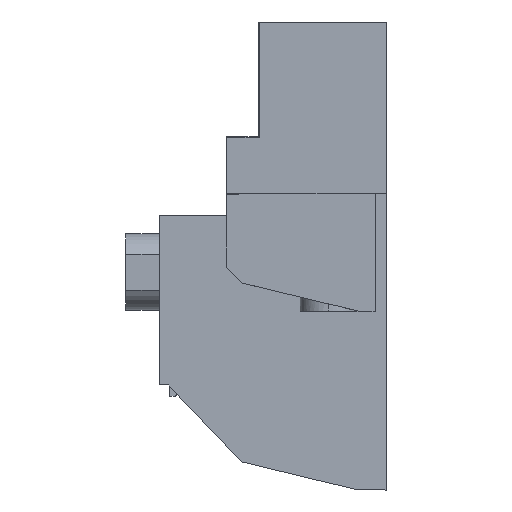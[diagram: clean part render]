
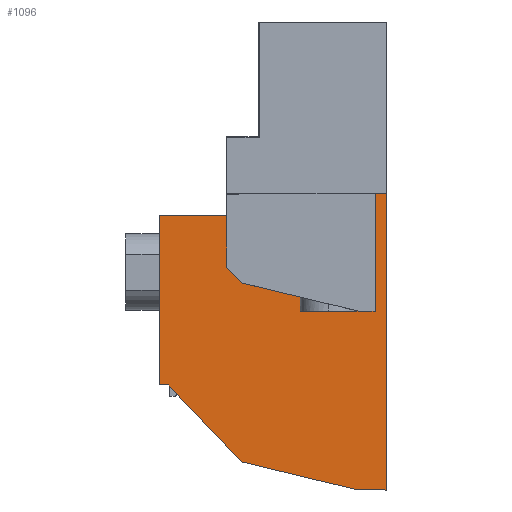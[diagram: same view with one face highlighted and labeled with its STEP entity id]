
A CAD part, left-side view. The second image highlights one B-rep face of the part: STEP entity #1096.
In plain terms, the highlighted planar face has unit normal (-1, 0, 0).
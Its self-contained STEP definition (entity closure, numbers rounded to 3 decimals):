
#1027=AXIS2_PLACEMENT_3D('Plane Axis2P3D',#1024,#1025,#1026) ;
#180=CARTESIAN_POINT('Vertex',(7.62,0.,0.)) ;
#183=CARTESIAN_POINT('Line Origine',(7.62,1.25,0.)) ;
#187=CARTESIAN_POINT('Vertex',(7.62,2.5,0.)) ;
#348=CARTESIAN_POINT('Line Origine',(7.62,7.675,1.25)) ;
#352=CARTESIAN_POINT('Vertex',(7.62,12.85,2.5)) ;
#552=CARTESIAN_POINT('Vertex',(7.62,0.,27.93)) ;
#555=CARTESIAN_POINT('Line Origine',(7.62,0.,13.965)) ;
#1024=CARTESIAN_POINT('Axis2P3D Location',(7.62,0.,41.45)) ;
#1029=CARTESIAN_POINT('Line Origine',(7.62,5.625,27.93)) ;
#1033=CARTESIAN_POINT('Vertex',(7.62,11.25,27.93)) ;
#1036=CARTESIAN_POINT('Line Origine',(7.62,11.25,34.69)) ;
#1040=CARTESIAN_POINT('Vertex',(7.62,11.25,41.45)) ;
#1043=CARTESIAN_POINT('Line Origine',(7.62,11.275,41.45)) ;
#1047=CARTESIAN_POINT('Vertex',(7.62,11.3,41.45)) ;
#1050=CARTESIAN_POINT('Line Origine',(7.62,11.3,32.875)) ;
#1054=CARTESIAN_POINT('Vertex',(7.62,11.3,24.3)) ;
#1057=CARTESIAN_POINT('Line Origine',(7.62,15.7,24.3)) ;
#1061=CARTESIAN_POINT('Vertex',(7.62,20.1,24.3)) ;
#1064=CARTESIAN_POINT('Line Origine',(7.62,20.1,16.8)) ;
#1068=CARTESIAN_POINT('Vertex',(7.62,20.1,9.3)) ;
#1071=CARTESIAN_POINT('Line Origine',(7.62,19.7,9.3)) ;
#1075=CARTESIAN_POINT('Vertex',(7.62,19.3,9.3)) ;
#1078=CARTESIAN_POINT('Line Origine',(7.62,16.075,5.9)) ;
#184=DIRECTION('Vector Direction',(0.,-1.,0.)) ;
#349=DIRECTION('Vector Direction',(0.,-0.972,-0.235)) ;
#556=DIRECTION('Vector Direction',(0.,0.,-1.)) ;
#1025=DIRECTION('Axis2P3D Direction',(1.,0.,0.)) ;
#1026=DIRECTION('Axis2P3D XDirection',(0.,0.,-1.)) ;
#1030=DIRECTION('Vector Direction',(0.,-1.,0.)) ;
#1037=DIRECTION('Vector Direction',(0.,0.,-1.)) ;
#1044=DIRECTION('Vector Direction',(0.,-1.,0.)) ;
#1051=DIRECTION('Vector Direction',(0.,0.,-1.)) ;
#1058=DIRECTION('Vector Direction',(0.,-1.,0.)) ;
#1065=DIRECTION('Vector Direction',(0.,0.,-1.)) ;
#1072=DIRECTION('Vector Direction',(0.,-1.,0.)) ;
#1079=DIRECTION('Vector Direction',(0.,-0.688,-0.726)) ;
#185=VECTOR('Line Direction',#184,1.) ;
#350=VECTOR('Line Direction',#349,1.) ;
#557=VECTOR('Line Direction',#556,1.) ;
#1031=VECTOR('Line Direction',#1030,1.) ;
#1038=VECTOR('Line Direction',#1037,1.) ;
#1045=VECTOR('Line Direction',#1044,1.) ;
#1052=VECTOR('Line Direction',#1051,1.) ;
#1059=VECTOR('Line Direction',#1058,1.) ;
#1066=VECTOR('Line Direction',#1065,1.) ;
#1073=VECTOR('Line Direction',#1072,1.) ;
#1080=VECTOR('Line Direction',#1079,1.) ;
#1084=ORIENTED_EDGE('',*,*,#1035,.F.) ;
#1085=ORIENTED_EDGE('',*,*,#1042,.F.) ;
#1086=ORIENTED_EDGE('',*,*,#1049,.F.) ;
#1087=ORIENTED_EDGE('',*,*,#1056,.T.) ;
#1088=ORIENTED_EDGE('',*,*,#1063,.F.) ;
#1089=ORIENTED_EDGE('',*,*,#1070,.F.) ;
#1090=ORIENTED_EDGE('',*,*,#1077,.F.) ;
#1091=ORIENTED_EDGE('',*,*,#1082,.F.) ;
#1092=ORIENTED_EDGE('',*,*,#354,.F.) ;
#1093=ORIENTED_EDGE('',*,*,#189,.F.) ;
#1094=ORIENTED_EDGE('',*,*,#559,.F.) ;
#1096=ADVANCED_FACE('HOUSING.1',(#1095),#1028,.F.) ;
#189=EDGE_CURVE('',#181,#188,#186,.F.) ;
#354=EDGE_CURVE('',#188,#353,#351,.F.) ;
#559=EDGE_CURVE('',#553,#181,#558,.T.) ;
#1035=EDGE_CURVE('',#1034,#553,#1032,.T.) ;
#1042=EDGE_CURVE('',#1041,#1034,#1039,.T.) ;
#1049=EDGE_CURVE('',#1048,#1041,#1046,.T.) ;
#1056=EDGE_CURVE('',#1048,#1055,#1053,.T.) ;
#1063=EDGE_CURVE('',#1062,#1055,#1060,.T.) ;
#1070=EDGE_CURVE('',#1069,#1062,#1067,.F.) ;
#1077=EDGE_CURVE('',#1076,#1069,#1074,.F.) ;
#1082=EDGE_CURVE('',#353,#1076,#1081,.F.) ;
#1083=EDGE_LOOP('',(#1084,#1085,#1086,#1087,#1088,#1089,#1090,#1091,#1092,#1093,#1094)) ;
#1095=FACE_OUTER_BOUND('',#1083,.T.) ;
#186=LINE('Line',#183,#185) ;
#351=LINE('Line',#348,#350) ;
#558=LINE('Line',#555,#557) ;
#1032=LINE('Line',#1029,#1031) ;
#1039=LINE('Line',#1036,#1038) ;
#1046=LINE('Line',#1043,#1045) ;
#1053=LINE('Line',#1050,#1052) ;
#1060=LINE('Line',#1057,#1059) ;
#1067=LINE('Line',#1064,#1066) ;
#1074=LINE('Line',#1071,#1073) ;
#1081=LINE('Line',#1078,#1080) ;
#1028=PLANE('',#1027) ;
#181=VERTEX_POINT('',#180) ;
#188=VERTEX_POINT('',#187) ;
#353=VERTEX_POINT('',#352) ;
#553=VERTEX_POINT('',#552) ;
#1034=VERTEX_POINT('',#1033) ;
#1041=VERTEX_POINT('',#1040) ;
#1048=VERTEX_POINT('',#1047) ;
#1055=VERTEX_POINT('',#1054) ;
#1062=VERTEX_POINT('',#1061) ;
#1069=VERTEX_POINT('',#1068) ;
#1076=VERTEX_POINT('',#1075) ;
